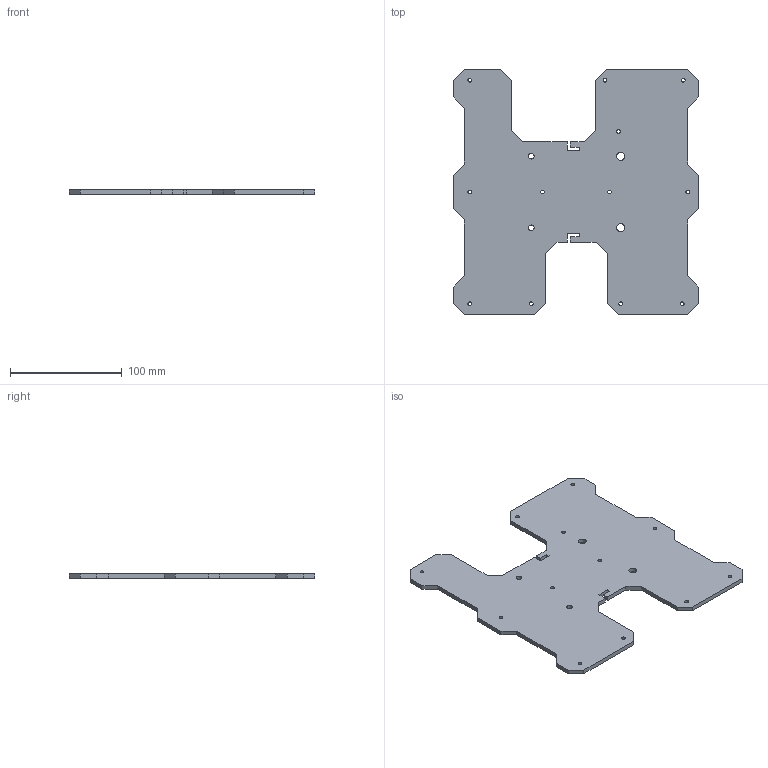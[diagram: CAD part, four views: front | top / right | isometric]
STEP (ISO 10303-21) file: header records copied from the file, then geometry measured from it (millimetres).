
FILE_DESCRIPTION(/* description */ (''),/* implementation_level */ '2;1');
FILE_NAME(/* name */ 'cr6_buildplate_carriage.step',/* time_stamp */ '2021-04-09T14:23:55-05:00',/* author */ (''),/* organization */ (''),/* preprocessor_version */ 'ST-DEVELOPER v18.1',/* originating_system */ 'Autodesk Translation Framework v9.10.0.1330',/* authorisation */ '');
FILE_SCHEMA (('AUTOMOTIVE_DESIGN { 1 0 10303 214 3 1 1 }'));
Length unit declared in the file: millimetre
Products named in the file (1): cr6_buildplate_carriage
Bounding box: 220 x 220 x 4 mm (x, y, z)
Volume: 148114.7 mm3; surface area: 79533.8 mm2
Topology: 1 solids, 1 shells, 70 faces, 204 edges, 136 vertices
Faces by surface type: plane 54, cylinder 16
Full cylindrical faces by diameter (mm): 3.332 x12, 5 x2, 7.2 x2
Entity records: 2397 total; most frequent: CARTESIAN_POINT 411, ORIENTED_EDGE 408, DIRECTION 378, EDGE_CURVE 204, LINE 172, VECTOR 172, VERTEX_POINT 136, AXIS2_PLACEMENT_3D 103
